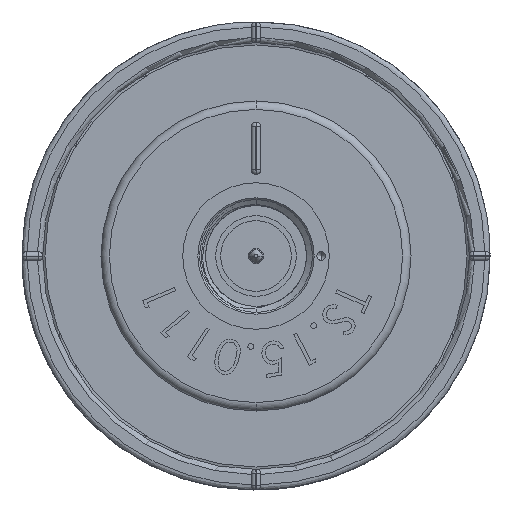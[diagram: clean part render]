
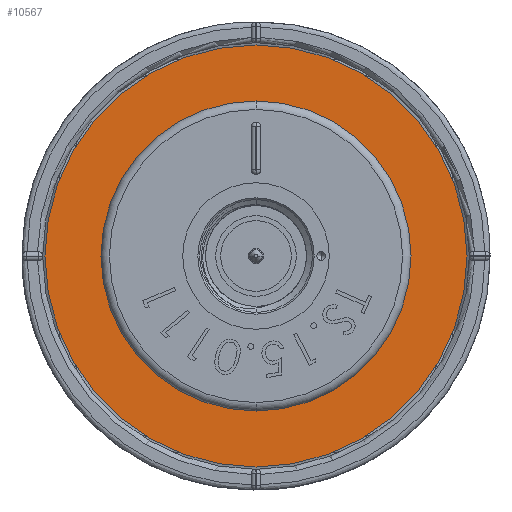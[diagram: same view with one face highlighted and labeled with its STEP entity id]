
A CAD part, front view. The second image highlights one B-rep face of the part: STEP entity #10567.
In plain terms, the highlighted planar face has unit normal (0, -1, 0).
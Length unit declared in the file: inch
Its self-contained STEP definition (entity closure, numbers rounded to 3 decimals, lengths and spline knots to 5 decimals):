
#4 = CARTESIAN_POINT ( 'NONE',  ( 0.00003, -0.34134, -0.3543 ) ) ;
#265 = VERTEX_POINT ( 'NONE', #7413 ) ;
#555 = CIRCLE ( 'NONE', #2584, 0.35433 ) ;
#857 = VERTEX_POINT ( 'NONE', #4 ) ;
#1044 = DIRECTION ( 'NONE',  ( 0., 0., 1. ) ) ;
#1511 = EDGE_CURVE ( 'NONE', #5521, #857, #1736, .T. ) ;
#1557 = DIRECTION ( 'NONE',  ( 0., 1., 0. ) ) ;
#1661 = VERTEX_POINT ( 'NONE', #6173 ) ;
#1736 = CIRCLE ( 'NONE', #3975, 0.35433 ) ;
#2054 = CARTESIAN_POINT ( 'NONE',  ( 0.00003, -0.34134, 0.00003 ) ) ;
#2220 = AXIS2_PLACEMENT_3D ( 'NONE', #4474, #5669, #4402 ) ;
#2584 = AXIS2_PLACEMENT_3D ( 'NONE', #4043, #10701, #8317 ) ;
#3340 = EDGE_CURVE ( 'NONE', #1661, #265, #13428, .T. ) ;
#3495 = AXIS2_PLACEMENT_3D ( 'NONE', #5351, #9482, #1044 ) ;
#3975 = AXIS2_PLACEMENT_3D ( 'NONE', #2054, #12805, #5076 ) ;
#4043 = CARTESIAN_POINT ( 'NONE',  ( 0.00003, -0.34134, 0.00003 ) ) ;
#4368 = ORIENTED_EDGE ( 'NONE', *, *, #1511, .T. ) ;
#4402 = DIRECTION ( 'NONE',  ( 0., 0., 1. ) ) ;
#4474 = CARTESIAN_POINT ( 'NONE',  ( 0.00003, -0.34134, 0.00003 ) ) ;
#5076 = DIRECTION ( 'NONE',  ( 0., 0., 1. ) ) ;
#5351 = CARTESIAN_POINT ( 'NONE',  ( 0.00003, -0.34134, 0.00003 ) ) ;
#5372 = EDGE_LOOP ( 'NONE', ( #9470, #13226 ) ) ;
#5521 = VERTEX_POINT ( 'NONE', #6541 ) ;
#5669 = DIRECTION ( 'NONE',  ( 0., 1., 0. ) ) ;
#5852 = DIRECTION ( 'NONE',  ( 0., 0., 1. ) ) ;
#6173 = CARTESIAN_POINT ( 'NONE',  ( 0.00003, -0.34134, 0.48232 ) ) ;
#6541 = CARTESIAN_POINT ( 'NONE',  ( 0.00003, -0.34134, 0.35437 ) ) ;
#7413 = CARTESIAN_POINT ( 'NONE',  ( 0.00003, -0.34134, -0.48225 ) ) ;
#7760 = EDGE_CURVE ( 'NONE', #265, #1661, #11995, .T. ) ;
#8161 = AXIS2_PLACEMENT_3D ( 'NONE', #10115, #1557, #5852 ) ;
#8285 = EDGE_CURVE ( 'NONE', #857, #5521, #555, .T. ) ;
#8317 = DIRECTION ( 'NONE',  ( 0., 0., 1. ) ) ;
#9470 = ORIENTED_EDGE ( 'NONE', *, *, #7760, .F. ) ;
#9482 = DIRECTION ( 'NONE',  ( 0., 1., 0. ) ) ;
#10115 = CARTESIAN_POINT ( 'NONE',  ( 0.00003, -0.34134, 0.00003 ) ) ;
#10567 = ADVANCED_FACE ( 'NONE', ( #10665, #11655 ), #11504, .F. ) ;
#10665 = FACE_OUTER_BOUND ( 'NONE', #5372, .T. ) ;
#10701 = DIRECTION ( 'NONE',  ( 0., 1., 0. ) ) ;
#11504 = PLANE ( 'NONE',  #3495 ) ;
#11655 = FACE_BOUND ( 'NONE', #13483, .T. ) ;
#11995 = CIRCLE ( 'NONE', #8161, 0.48228 ) ;
#12245 = ORIENTED_EDGE ( 'NONE', *, *, #8285, .T. ) ;
#12805 = DIRECTION ( 'NONE',  ( 0., 1., 0. ) ) ;
#13226 = ORIENTED_EDGE ( 'NONE', *, *, #3340, .F. ) ;
#13428 = CIRCLE ( 'NONE', #2220, 0.48228 ) ;
#13483 = EDGE_LOOP ( 'NONE', ( #12245, #4368 ) ) ;
